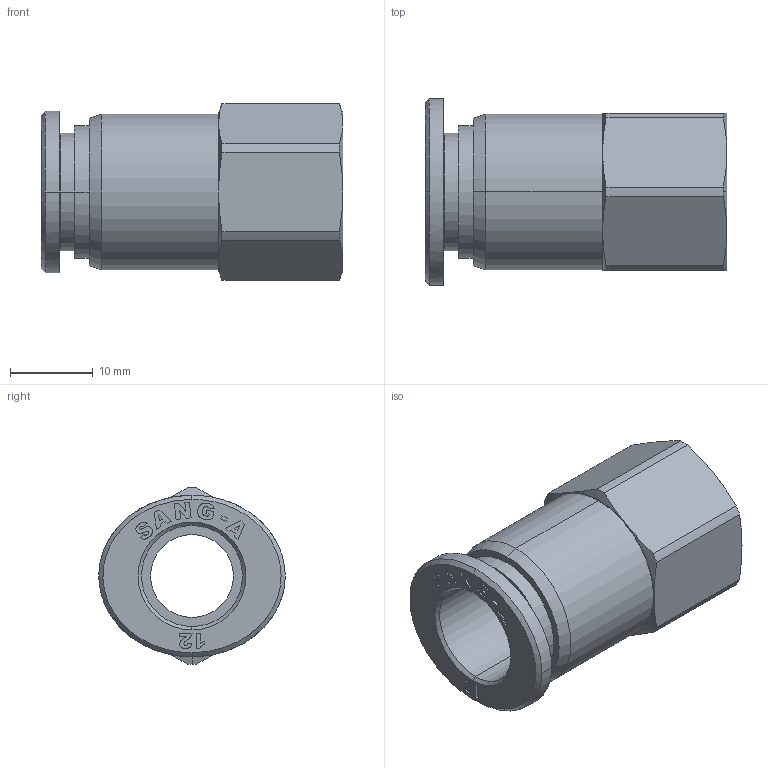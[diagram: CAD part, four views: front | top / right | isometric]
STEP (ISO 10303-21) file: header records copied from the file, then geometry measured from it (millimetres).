
FILE_DESCRIPTION (( 'STEP AP214' ), '1' );
FILE_NAME ('PCF12-G03.stp', '2015-09-24T08:15:59', ( '' ), ( '' ), 'SwSTEP 2.0', 'SolidWorks 2015', '' );
FILE_SCHEMA (( 'AUTOMOTIVE_DESIGN' ));
Length unit declared in the file: millimetre
Products named in the file (2): ｦ+ﾃｦ1; PCF12-G03
Assembly tree (1 placements, depth 2):
  PCF12-G03
    ｦ+ﾃｦ1
Bounding box: 36.4 x 22.5 x 21.3 mm (x, y, z)
Volume: 5482.3 mm3; surface area: 4425.8 mm2
Topology: 1 solids, 1 shells, 397 faces, 1118 edges, 739 vertices
Faces by surface type: plane 346, cone 24, cylinder 18, bspline 9
Entity records: 13881 total; most frequent: CARTESIAN_POINT 3112, ORIENTED_EDGE 2236, DIRECTION 1921, EDGE_CURVE 1118, LINE 1007, VECTOR 1007, VERTEX_POINT 739, AXIS2_PLACEMENT_3D 457
